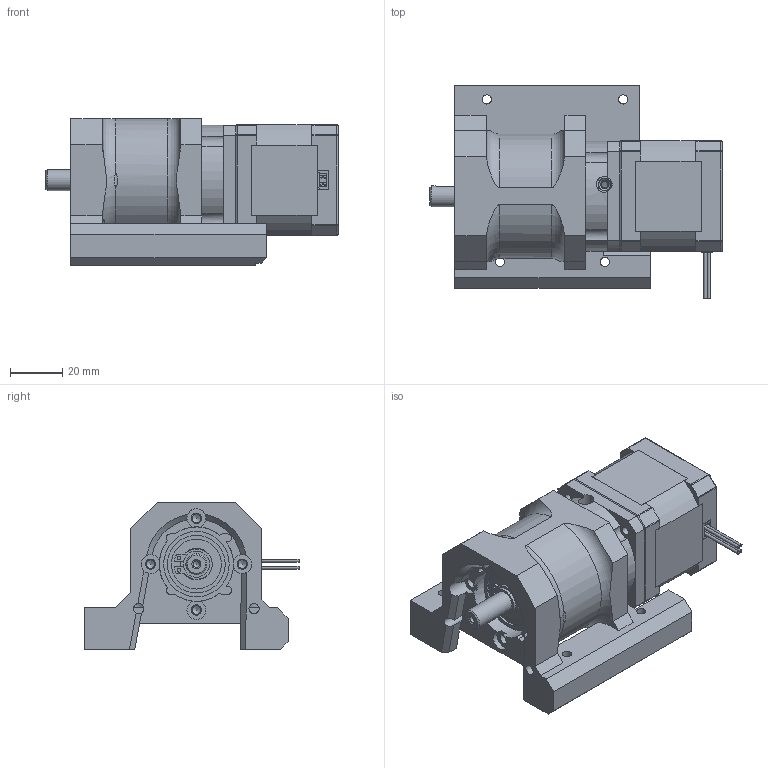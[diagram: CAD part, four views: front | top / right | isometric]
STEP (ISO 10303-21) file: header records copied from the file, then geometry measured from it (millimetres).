
FILE_DESCRIPTION(/* description */ (''),/* implementation_level */ '2;1');
FILE_NAME(/* name */ 'BracketHTMotor.step',/* time_stamp */ '2026-02-07T02:58:08-08:00',/* author */ (''),/* organization */ (''),/* preprocessor_version */ 'ST-DEVELOPER v20.1',/* originating_system */ 'Autodesk Translation Framework v14.24.0.0',/* authorisation */ '');
FILE_SCHEMA (('AUTOMOTIVE_DESIGN { 1 0 10303 214 3 1 1 }'));
Length unit declared in the file: millimetre
Products named in the file (11): BracketHTMotor; 17HS15-1584S-MG20; 17HS15-1584S; MG17-G20; MG17 output-2; 42GN Input flange; 6801; Input shaft; ¦µ10Circlip; M3 hexagon socket screw head; bearing bracket
Assembly tree (17 placements, depth 4):
  BracketHTMotor
    17HS15-1584S-MG20
      17HS15-1584S
      MG17-G20
        MG17 output-2
        42GN Input flange
        6801
        Input shaft
        ¦µ10Circlip
        M3 hexagon socket screw head  x8
    bearing bracket
Bounding box: 111.5 x 81.65 x 56.06 mm (x, y, z)
Volume: 188200 mm3; surface area: 52020.5 mm2
Topology: 2 solids, 7 shells, 594 faces, 1511 edges, 969 vertices
Faces by surface type: plane 359, cylinder 174, torus 25, cone 19, sphere 16, bspline 1
Full cylindrical faces by diameter (mm): 1.113 x4, 1.5 x2, 2.5 x7, 3.2 x10, 3.3 x4, 3.5 x4, 3.9 x6, 4.8 x4, 5 x3, 5.3 x8, 5.6 x2, 6 x10, 7 x2, 8 x1, 9 x1, 9.4 x1, 10 x1, 12 x3, 14.4 x1, 18.6 x1, 19 x1, 21 x1, 22 x2, 25 x1, 42 x2, 42.45 x1
Entity records: 18912 total; most frequent: CARTESIAN_POINT 3832, DIRECTION 3219, ORIENTED_EDGE 2988, EDGE_CURVE 1494, AXIS2_PLACEMENT_3D 1161, VERTEX_POINT 969, LINE 897, VECTOR 897
